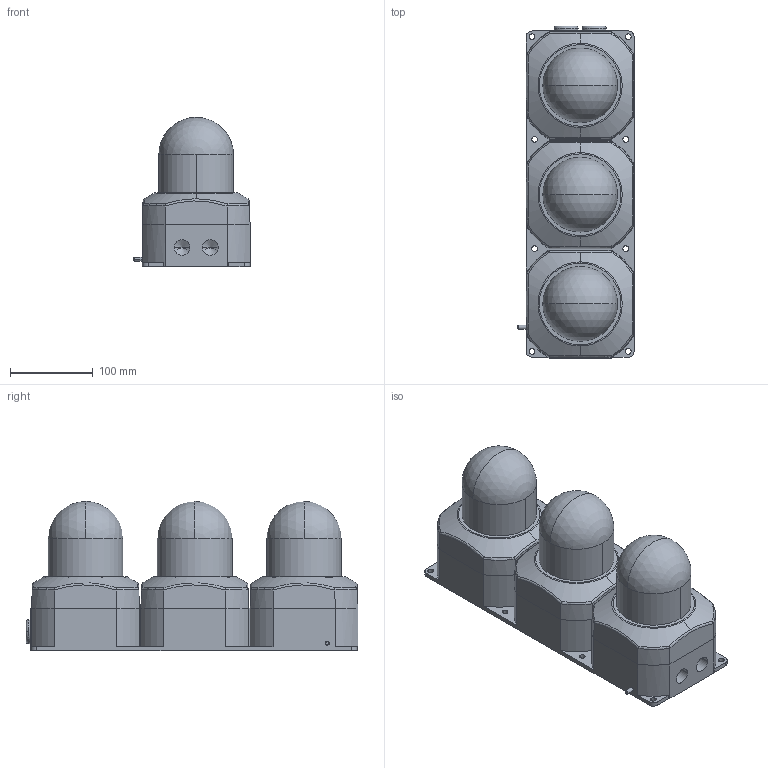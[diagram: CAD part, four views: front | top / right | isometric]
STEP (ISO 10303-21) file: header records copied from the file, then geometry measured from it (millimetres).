
FILE_DESCRIPTION (( 'STEP AP203' ), '1' );
FILE_NAME ('D215-05-130_Issue_1.STEP', '2019-08-16T14:16:50', ( '' ), ( '' ), 'SwSTEP 2.0', 'SolidWorks 2019', '' );
FILE_SCHEMA (( 'CONFIG_CONTROL_DESIGN' ));
Length unit declared in the file: millimetre
Products named in the file (1): D215-05-130_Issue_1
Bounding box: 140 x 400.1 x 180 mm (x, y, z)
Volume: 5453572.1 mm3; surface area: 266652.7 mm2
Topology: 1 solids, 5 shells, 176 faces, 443 edges, 267 vertices
Faces by surface type: cylinder 56, plane 48, cone 32, torus 22, bspline 12, sphere 6
Entity records: 6562 total; most frequent: CARTESIAN_POINT 2447, ORIENTED_EDGE 850, DIRECTION 831, EDGE_CURVE 425, AXIS2_PLACEMENT_3D 343, VERTEX_POINT 267, EDGE_LOOP 200, CIRCLE 178
